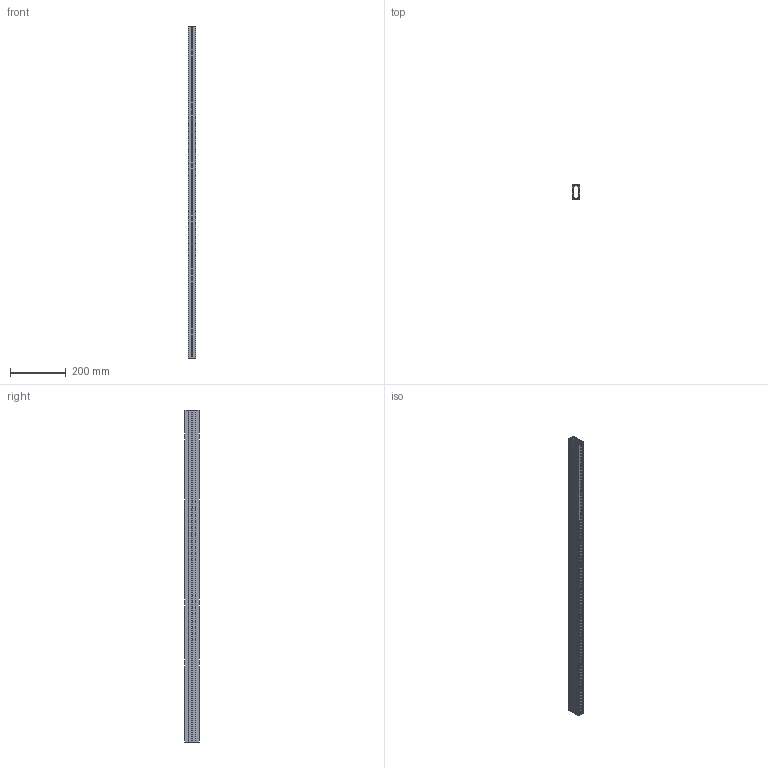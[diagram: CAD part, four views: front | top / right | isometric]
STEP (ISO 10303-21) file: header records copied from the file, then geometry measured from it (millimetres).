
FILE_DESCRIPTION (( 'STEP AP203' ), '1' );
FILE_NAME ('REV-21-2162.STEP', '2022-04-27T20:14:15', ( '' ), ( '' ), 'SwSTEP 2.0', 'SolidWorks 2022', '' );
FILE_SCHEMA (( 'CONFIG_CONTROL_DESIGN' ));
Length unit declared in the file: inch
Products named in the file (1): REV-21-2162
Bounding box: 25.4 x 50.8 x 1193.8 mm (x, y, z)
Volume: 407568.8 mm3; surface area: 422234.9 mm2
Topology: 1 solids, 1 shells, 842 faces, 2706 edges, 1680 vertices
Faces by surface type: plane 436, cylinder 406
Entity records: 30329 total; most frequent: CARTESIAN_POINT 7461, ORIENTED_EDGE 5412, DIRECTION 4460, EDGE_CURVE 2706, VERTEX_POINT 1680, AXIS2_PLACEMENT_3D 1655, VECTOR 1150, LINE 1150
